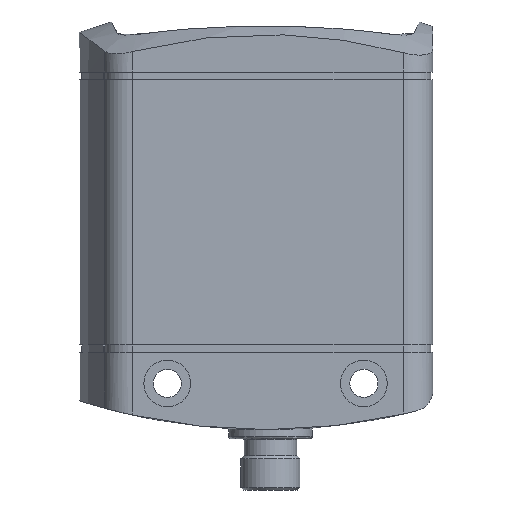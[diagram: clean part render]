
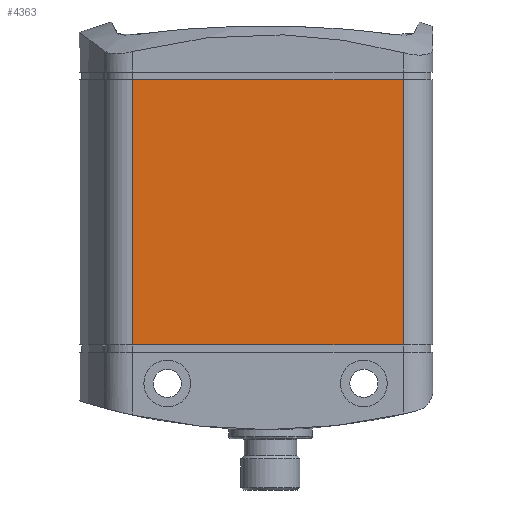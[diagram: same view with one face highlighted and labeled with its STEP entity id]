
A CAD part, left-side view. The second image highlights one B-rep face of the part: STEP entity #4363.
In plain terms, the highlighted planar face has unit normal (-1, 0, 0).
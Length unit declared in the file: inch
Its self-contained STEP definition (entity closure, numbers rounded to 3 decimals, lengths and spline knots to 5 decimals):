
#1455 = DIRECTION ( 'NONE',  ( 0., -1., 0. ) ) ;
#1724 = PLANE ( 'NONE',  #5232 ) ;
#1969 = CARTESIAN_POINT ( 'NONE',  ( -1.27953, 0.23622, 0. ) ) ;
#2066 = EDGE_CURVE ( 'NONE', #3612, #5845, #6952, .T. ) ;
#2469 = CARTESIAN_POINT ( 'NONE',  ( -1.27953, 2.40521, -2.12598 ) ) ;
#2769 = DIRECTION ( 'NONE',  ( 0., 0., 1. ) ) ;
#3059 = EDGE_CURVE ( 'NONE', #11876, #11773, #6862, .T. ) ;
#3612 = VERTEX_POINT ( 'NONE', #4107 ) ;
#3686 = DIRECTION ( 'NONE',  ( 0., 0., -1. ) ) ;
#4059 = DIRECTION ( 'NONE',  ( 0., 0., -1. ) ) ;
#4107 = CARTESIAN_POINT ( 'NONE',  ( -1.27953, 2.40521, 0. ) ) ;
#4133 = FACE_OUTER_BOUND ( 'NONE', #10852, .T. ) ;
#4363 = ADVANCED_FACE ( 'NONE', ( #4133 ), #1724, .F. ) ;
#4787 = CARTESIAN_POINT ( 'NONE',  ( -1.27953, 0.23622, 1.1811 ) ) ;
#5232 = AXIS2_PLACEMENT_3D ( 'NONE', #9647, #12871, #4059 ) ;
#5845 = VERTEX_POINT ( 'NONE', #1969 ) ;
#6454 = ORIENTED_EDGE ( 'NONE', *, *, #3059, .F. ) ;
#6719 = DIRECTION ( 'NONE',  ( 0., 1., 0. ) ) ;
#6862 = LINE ( 'NONE', #13699, #12503 ) ;
#6952 = LINE ( 'NONE', #11592, #9451 ) ;
#7722 = EDGE_CURVE ( 'NONE', #5845, #11876, #10374, .T. ) ;
#8147 = ORIENTED_EDGE ( 'NONE', *, *, #2066, .F. ) ;
#8526 = VECTOR ( 'NONE', #2769, 39.37008 ) ;
#8746 = LINE ( 'NONE', #13229, #8526 ) ;
#9438 = EDGE_CURVE ( 'NONE', #11773, #3612, #8746, .T. ) ;
#9451 = VECTOR ( 'NONE', #1455, 39.37008 ) ;
#9647 = CARTESIAN_POINT ( 'NONE',  ( -1.27953, 2.40521, 1.1811 ) ) ;
#10266 = ORIENTED_EDGE ( 'NONE', *, *, #7722, .F. ) ;
#10374 = LINE ( 'NONE', #4787, #13481 ) ;
#10852 = EDGE_LOOP ( 'NONE', ( #10266, #8147, #11863, #6454 ) ) ;
#11356 = CARTESIAN_POINT ( 'NONE',  ( -1.27953, 0.23622, -2.12598 ) ) ;
#11592 = CARTESIAN_POINT ( 'NONE',  ( -1.27953, 2.40521, 0. ) ) ;
#11773 = VERTEX_POINT ( 'NONE', #2469 ) ;
#11863 = ORIENTED_EDGE ( 'NONE', *, *, #9438, .F. ) ;
#11876 = VERTEX_POINT ( 'NONE', #11356 ) ;
#12503 = VECTOR ( 'NONE', #6719, 39.37008 ) ;
#12871 = DIRECTION ( 'NONE',  ( 1., 0., 0. ) ) ;
#13229 = CARTESIAN_POINT ( 'NONE',  ( -1.27953, 2.40521, 1.1811 ) ) ;
#13481 = VECTOR ( 'NONE', #3686, 39.37008 ) ;
#13699 = CARTESIAN_POINT ( 'NONE',  ( -1.27953, 3.14961, -2.12598 ) ) ;
